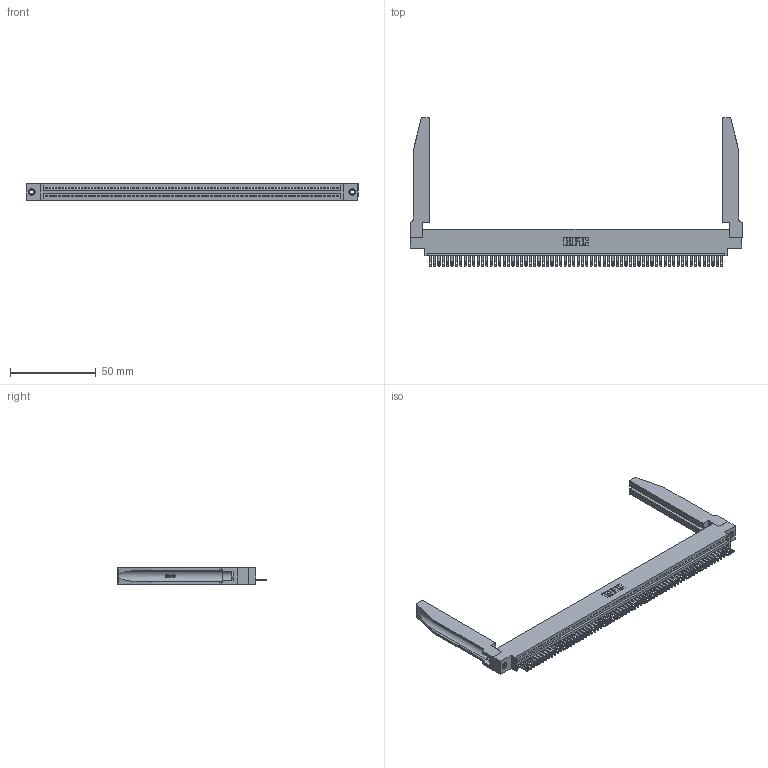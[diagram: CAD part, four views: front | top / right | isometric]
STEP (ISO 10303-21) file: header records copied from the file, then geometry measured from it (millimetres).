
FILE_DESCRIPTION (( 'STEP AP203' ), '1' );
FILE_NAME ('345-068-500-678.STEP', '2019-10-12T04:12:56', ( '' ), ( '' ), 'SwSTEP 2.0', 'SolidWorks 2016', '' );
FILE_SCHEMA (( 'CONFIG_CONTROL_DESIGN' ));
Length unit declared in the file: inch
Products named in the file (5): 345-292-001_345-293-100; 345 Part_0.170 Offset - 0.156 Dia-TH; 345-250-001_345-250-001-102; 345-220-078_345-220-078; 345-068-500-678
Assembly tree (73 placements, depth 2):
  345-068-500-678
    345 Part_0.170 Offset - 0.156 Dia-TH
    345-292-001_345-293-100  x68
    345-250-001_345-250-001-102  x2
    345-220-078_345-220-078  x2
Bounding box: 193.95 x 86.79 x 9.4 mm (x, y, z)
Volume: 26334.2 mm3; surface area: 32147.6 mm2
Topology: 73 solids, 73 shells, 4036 faces, 12385 edges, 8246 vertices
Faces by surface type: plane 2538, cylinder 1446, bspline 36, cone 12, torus 4
Entity records: 52480 total; most frequent: CARTESIAN_POINT 9987, ORIENTED_EDGE 8886, DIRECTION 7693, EDGE_CURVE 4443, LINE 3941, VECTOR 3941, VERTEX_POINT 2956, AXIS2_PLACEMENT_3D 1876
